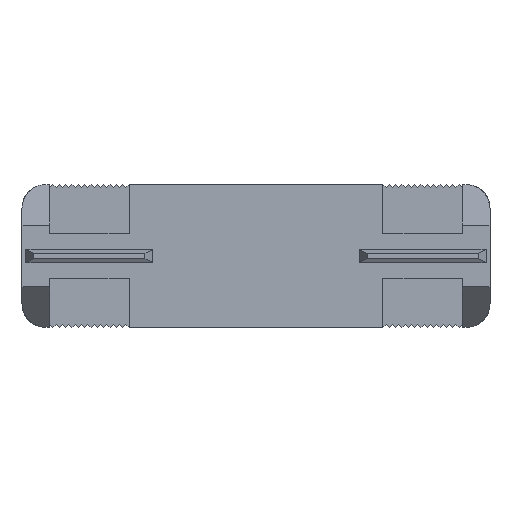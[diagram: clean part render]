
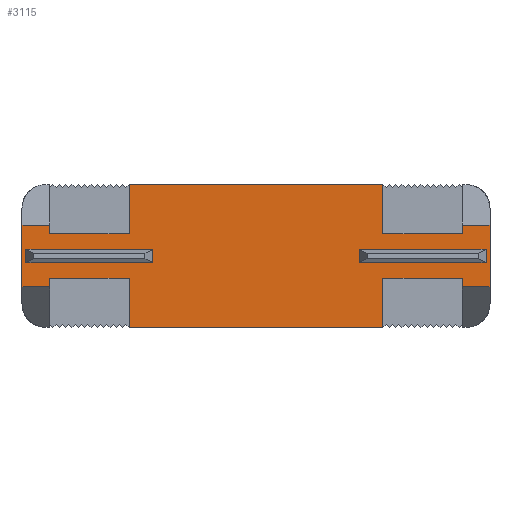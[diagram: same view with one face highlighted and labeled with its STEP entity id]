
A CAD part, front view. The second image highlights one B-rep face of the part: STEP entity #3115.
In plain terms, the highlighted free-form (B-spline) face has degree [1, 1] with [2, 2] control points.
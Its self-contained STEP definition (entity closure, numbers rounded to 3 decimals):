
#2399 = VERTEX_POINT('',#2400);
#2400 = CARTESIAN_POINT('',(-61.234,-38.182,
    4.974));
#2405 = EDGE_CURVE('',#2399,#2406,#2408,.T.);
#2406 = VERTEX_POINT('',#2407);
#2407 = CARTESIAN_POINT('',(-43.549,-38.182,
    4.974));
#2408 = B_SPLINE_CURVE_WITH_KNOTS('',1,(#2409,#2410),.UNSPECIFIED.,.F.,
  .F.,(2,2),(-22.75,-6.75),.PIECEWISE_BEZIER_KNOTS.);
#2409 = CARTESIAN_POINT('',(-61.234,-38.182,
    4.974));
#2410 = CARTESIAN_POINT('',(-43.549,-38.182,
    4.974));
#2729 = VERTEX_POINT('',#2730);
#2730 = CARTESIAN_POINT('',(-61.234,-38.182,
    -4.974));
#3016 = VERTEX_POINT('',#3017);
#3017 = CARTESIAN_POINT('',(-43.549,-38.182,
    -4.974));
#3022 = EDGE_CURVE('',#2729,#3016,#3023,.T.);
#3023 = B_SPLINE_CURVE_WITH_KNOTS('',1,(#3024,#3025),.UNSPECIFIED.,.F.,
  .F.,(2,2),(-22.75,-6.75),.PIECEWISE_BEZIER_KNOTS.);
#3024 = CARTESIAN_POINT('',(-61.234,-38.182,
    -4.974));
#3025 = CARTESIAN_POINT('',(-43.549,-38.182,
    -4.974));
#3036 = VERTEX_POINT('',#3037);
#3037 = CARTESIAN_POINT('',(-68.695,-38.182,
    -2.158));
#3044 = EDGE_CURVE('',#3036,#3045,#3047,.T.);
#3045 = VERTEX_POINT('',#3046);
#3046 = CARTESIAN_POINT('',(-68.695,-38.182,
    2.158));
#3047 = B_SPLINE_CURVE_WITH_KNOTS('',1,(#3048,#3049),.UNSPECIFIED.,.F.,
  .F.,(2,2),(2.548,6.452),.PIECEWISE_BEZIER_KNOTS.);
#3048 = CARTESIAN_POINT('',(-68.695,-38.182,
    -2.158));
#3049 = CARTESIAN_POINT('',(-68.695,-38.182,
    2.158));
#3080 = VERTEX_POINT('',#3081);
#3081 = CARTESIAN_POINT('',(-36.088,-38.182,
    -2.158));
#3100 = VERTEX_POINT('',#3101);
#3101 = CARTESIAN_POINT('',(-36.088,-38.182,
    2.158));
#3106 = EDGE_CURVE('',#3080,#3100,#3107,.T.);
#3107 = B_SPLINE_CURVE_WITH_KNOTS('',1,(#3108,#3109),.UNSPECIFIED.,.F.,
  .F.,(2,2),(2.548,6.452),.PIECEWISE_BEZIER_KNOTS.);
#3108 = CARTESIAN_POINT('',(-36.088,-38.182,
    -2.158));
#3109 = CARTESIAN_POINT('',(-36.088,-38.182,
    2.158));
#3115 = ADVANCED_FACE('',(#3116),#3226,.T.);
#3116 = FACE_BOUND('',#3117,.T.);
#3117 = EDGE_LOOP('',(#3118,#3125,#3126,#3133,#3140,#3147,#3152,#3153,
    #3160,#3167,#3174,#3179,#3180,#3187,#3194,#3201,#3206,#3207,#3214,
    #3221));
#3118 = ORIENTED_EDGE('',*,*,#3119,.F.);
#3119 = EDGE_CURVE('',#3080,#3120,#3122,.T.);
#3120 = VERTEX_POINT('',#3121);
#3121 = CARTESIAN_POINT('',(-38.022,-38.182,
    -2.158));
#3122 = B_SPLINE_CURVE_WITH_KNOTS('',1,(#3123,#3124),.UNSPECIFIED.,.F.,
  .F.,(2,2),(3.25,5.),.PIECEWISE_BEZIER_KNOTS.);
#3123 = CARTESIAN_POINT('',(-36.088,-38.182,
    -2.158));
#3124 = CARTESIAN_POINT('',(-38.022,-38.182,
    -2.158));
#3125 = ORIENTED_EDGE('',*,*,#3106,.T.);
#3126 = ORIENTED_EDGE('',*,*,#3127,.T.);
#3127 = EDGE_CURVE('',#3100,#3128,#3130,.T.);
#3128 = VERTEX_POINT('',#3129);
#3129 = CARTESIAN_POINT('',(-38.022,-38.182,
    2.158));
#3130 = B_SPLINE_CURVE_WITH_KNOTS('',1,(#3131,#3132),.UNSPECIFIED.,.F.,
  .F.,(2,2),(3.25,5.),.PIECEWISE_BEZIER_KNOTS.);
#3131 = CARTESIAN_POINT('',(-36.088,-38.182,
    2.158));
#3132 = CARTESIAN_POINT('',(-38.022,-38.182,
    2.158));
#3133 = ORIENTED_EDGE('',*,*,#3134,.F.);
#3134 = EDGE_CURVE('',#3135,#3128,#3137,.T.);
#3135 = VERTEX_POINT('',#3136);
#3136 = CARTESIAN_POINT('',(-38.022,-38.182,
    1.547));
#3137 = B_SPLINE_CURVE_WITH_KNOTS('',1,(#3138,#3139),.UNSPECIFIED.,.F.,
  .F.,(2,2),(5.9,6.452),.PIECEWISE_BEZIER_KNOTS.);
#3138 = CARTESIAN_POINT('',(-38.022,-38.182,
    1.547));
#3139 = CARTESIAN_POINT('',(-38.022,-38.182,
    2.158));
#3140 = ORIENTED_EDGE('',*,*,#3141,.F.);
#3141 = EDGE_CURVE('',#3142,#3135,#3144,.T.);
#3142 = VERTEX_POINT('',#3143);
#3143 = CARTESIAN_POINT('',(-43.549,-38.182,
    1.547));
#3144 = B_SPLINE_CURVE_WITH_KNOTS('',1,(#3145,#3146),.UNSPECIFIED.,.F.,
  .F.,(2,2),(-6.75,-1.75),.PIECEWISE_BEZIER_KNOTS.);
#3145 = CARTESIAN_POINT('',(-43.549,-38.182,
    1.547));
#3146 = CARTESIAN_POINT('',(-38.022,-38.182,
    1.547));
#3147 = ORIENTED_EDGE('',*,*,#3148,.F.);
#3148 = EDGE_CURVE('',#2406,#3142,#3149,.T.);
#3149 = B_SPLINE_CURVE_WITH_KNOTS('',1,(#3150,#3151),.UNSPECIFIED.,.F.,
  .F.,(2,2),(-9.,-5.9),.PIECEWISE_BEZIER_KNOTS.);
#3150 = CARTESIAN_POINT('',(-43.549,-38.182,
    4.974));
#3151 = CARTESIAN_POINT('',(-43.549,-38.182,
    1.547));
#3152 = ORIENTED_EDGE('',*,*,#2405,.F.);
#3153 = ORIENTED_EDGE('',*,*,#3154,.F.);
#3154 = EDGE_CURVE('',#3155,#2399,#3157,.T.);
#3155 = VERTEX_POINT('',#3156);
#3156 = CARTESIAN_POINT('',(-61.234,-38.182,
    1.547));
#3157 = B_SPLINE_CURVE_WITH_KNOTS('',1,(#3158,#3159),.UNSPECIFIED.,.F.,
  .F.,(2,2),(5.9,9.),.PIECEWISE_BEZIER_KNOTS.);
#3158 = CARTESIAN_POINT('',(-61.234,-38.182,
    1.547));
#3159 = CARTESIAN_POINT('',(-61.234,-38.182,
    4.974));
#3160 = ORIENTED_EDGE('',*,*,#3161,.F.);
#3161 = EDGE_CURVE('',#3162,#3155,#3164,.T.);
#3162 = VERTEX_POINT('',#3163);
#3163 = CARTESIAN_POINT('',(-66.761,-38.182,
    1.547));
#3164 = B_SPLINE_CURVE_WITH_KNOTS('',1,(#3165,#3166),.UNSPECIFIED.,.F.,
  .F.,(2,2),(-27.75,-22.75),.PIECEWISE_BEZIER_KNOTS.);
#3165 = CARTESIAN_POINT('',(-66.761,-38.182,
    1.547));
#3166 = CARTESIAN_POINT('',(-61.234,-38.182,
    1.547));
#3167 = ORIENTED_EDGE('',*,*,#3168,.F.);
#3168 = EDGE_CURVE('',#3169,#3162,#3171,.T.);
#3169 = VERTEX_POINT('',#3170);
#3170 = CARTESIAN_POINT('',(-66.761,-38.182,
    2.158));
#3171 = B_SPLINE_CURVE_WITH_KNOTS('',1,(#3172,#3173),.UNSPECIFIED.,.F.,
  .F.,(2,2),(-6.452,-5.9),.PIECEWISE_BEZIER_KNOTS.);
#3172 = CARTESIAN_POINT('',(-66.761,-38.182,
    2.158));
#3173 = CARTESIAN_POINT('',(-66.761,-38.182,
    1.547));
#3174 = ORIENTED_EDGE('',*,*,#3175,.F.);
#3175 = EDGE_CURVE('',#3045,#3169,#3176,.T.);
#3176 = B_SPLINE_CURVE_WITH_KNOTS('',1,(#3177,#3178),.UNSPECIFIED.,.F.,
  .F.,(2,2),(3.25,5.),.PIECEWISE_BEZIER_KNOTS.);
#3177 = CARTESIAN_POINT('',(-68.695,-38.182,
    2.158));
#3178 = CARTESIAN_POINT('',(-66.761,-38.182,
    2.158));
#3179 = ORIENTED_EDGE('',*,*,#3044,.F.);
#3180 = ORIENTED_EDGE('',*,*,#3181,.T.);
#3181 = EDGE_CURVE('',#3036,#3182,#3184,.T.);
#3182 = VERTEX_POINT('',#3183);
#3183 = CARTESIAN_POINT('',(-66.761,-38.182,
    -2.158));
#3184 = B_SPLINE_CURVE_WITH_KNOTS('',1,(#3185,#3186),.UNSPECIFIED.,.F.,
  .F.,(2,2),(3.25,5.),.PIECEWISE_BEZIER_KNOTS.);
#3185 = CARTESIAN_POINT('',(-68.695,-38.182,
    -2.158));
#3186 = CARTESIAN_POINT('',(-66.761,-38.182,
    -2.158));
#3187 = ORIENTED_EDGE('',*,*,#3188,.F.);
#3188 = EDGE_CURVE('',#3189,#3182,#3191,.T.);
#3189 = VERTEX_POINT('',#3190);
#3190 = CARTESIAN_POINT('',(-66.761,-38.182,
    -1.547));
#3191 = B_SPLINE_CURVE_WITH_KNOTS('',1,(#3192,#3193),.UNSPECIFIED.,.F.,
  .F.,(2,2),(-3.1,-2.548),.PIECEWISE_BEZIER_KNOTS.);
#3192 = CARTESIAN_POINT('',(-66.761,-38.182,
    -1.547));
#3193 = CARTESIAN_POINT('',(-66.761,-38.182,
    -2.158));
#3194 = ORIENTED_EDGE('',*,*,#3195,.F.);
#3195 = EDGE_CURVE('',#3196,#3189,#3198,.T.);
#3196 = VERTEX_POINT('',#3197);
#3197 = CARTESIAN_POINT('',(-61.234,-38.182,
    -1.547));
#3198 = B_SPLINE_CURVE_WITH_KNOTS('',1,(#3199,#3200),.UNSPECIFIED.,.F.,
  .F.,(2,2),(22.75,27.75),.PIECEWISE_BEZIER_KNOTS.);
#3199 = CARTESIAN_POINT('',(-61.234,-38.182,
    -1.547));
#3200 = CARTESIAN_POINT('',(-66.761,-38.182,
    -1.547));
#3201 = ORIENTED_EDGE('',*,*,#3202,.F.);
#3202 = EDGE_CURVE('',#2729,#3196,#3203,.T.);
#3203 = B_SPLINE_CURVE_WITH_KNOTS('',1,(#3204,#3205),.UNSPECIFIED.,.F.,
  .F.,(2,2),(0.,3.1),.PIECEWISE_BEZIER_KNOTS.);
#3204 = CARTESIAN_POINT('',(-61.234,-38.182,
    -4.974));
#3205 = CARTESIAN_POINT('',(-61.234,-38.182,
    -1.547));
#3206 = ORIENTED_EDGE('',*,*,#3022,.T.);
#3207 = ORIENTED_EDGE('',*,*,#3208,.F.);
#3208 = EDGE_CURVE('',#3209,#3016,#3211,.T.);
#3209 = VERTEX_POINT('',#3210);
#3210 = CARTESIAN_POINT('',(-43.549,-38.182,
    -1.547));
#3211 = B_SPLINE_CURVE_WITH_KNOTS('',1,(#3212,#3213),.UNSPECIFIED.,.F.,
  .F.,(2,2),(-3.1,0.),.PIECEWISE_BEZIER_KNOTS.);
#3212 = CARTESIAN_POINT('',(-43.549,-38.182,
    -1.547));
#3213 = CARTESIAN_POINT('',(-43.549,-38.182,
    -4.974));
#3214 = ORIENTED_EDGE('',*,*,#3215,.F.);
#3215 = EDGE_CURVE('',#3216,#3209,#3218,.T.);
#3216 = VERTEX_POINT('',#3217);
#3217 = CARTESIAN_POINT('',(-38.022,-38.182,
    -1.547));
#3218 = B_SPLINE_CURVE_WITH_KNOTS('',1,(#3219,#3220),.UNSPECIFIED.,.F.,
  .F.,(2,2),(1.75,6.75),.PIECEWISE_BEZIER_KNOTS.);
#3219 = CARTESIAN_POINT('',(-38.022,-38.182,
    -1.547));
#3220 = CARTESIAN_POINT('',(-43.549,-38.182,
    -1.547));
#3221 = ORIENTED_EDGE('',*,*,#3222,.F.);
#3222 = EDGE_CURVE('',#3120,#3216,#3223,.T.);
#3223 = B_SPLINE_CURVE_WITH_KNOTS('',1,(#3224,#3225),.UNSPECIFIED.,.F.,
  .F.,(2,2),(2.548,3.1),.PIECEWISE_BEZIER_KNOTS.);
#3224 = CARTESIAN_POINT('',(-38.022,-38.182,
    -2.158));
#3225 = CARTESIAN_POINT('',(-38.022,-38.182,
    -1.547));
#3226 = B_SPLINE_SURFACE_WITH_KNOTS('',1,1,(
    (#3227,#3228)
    ,(#3229,#3230
    )),.UNSPECIFIED.,.F.,.F.,.F.,(2,2),(2,2),(-9.,0.),(
    -29.5,0.),.PIECEWISE_BEZIER_KNOTS.);
#3227 = CARTESIAN_POINT('',(-68.695,-38.182,
    4.974));
#3228 = CARTESIAN_POINT('',(-36.088,-38.182,
    4.974));
#3229 = CARTESIAN_POINT('',(-68.695,-38.182,
    -4.974));
#3230 = CARTESIAN_POINT('',(-36.088,-38.182,
    -4.974));
